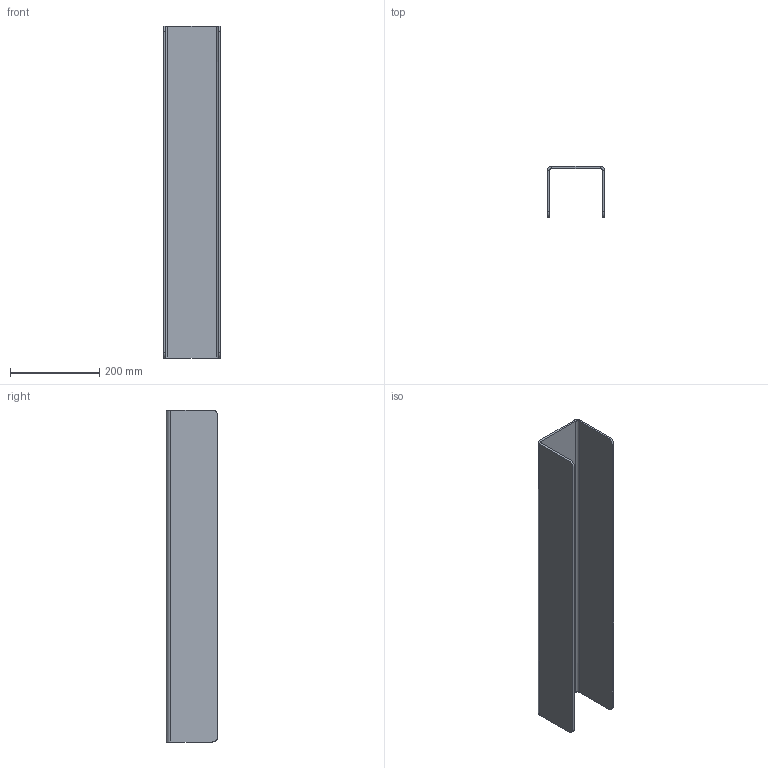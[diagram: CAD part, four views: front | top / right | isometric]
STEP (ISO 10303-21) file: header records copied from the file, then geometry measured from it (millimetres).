
FILE_DESCRIPTION (( 'STEP AP203' ), '1' );
FILE_NAME ('mandud-þase arka iç destek 1.IGS_Default_sldprt.STEP', '2023-01-17T08:20:10', ( '' ), ( '' ), 'SwSTEP 2.0', 'SolidWorks 2019', '' );
FILE_SCHEMA (( 'CONFIG_CONTROL_DESIGN' ));
Length unit declared in the file: millimetre
Products named in the file (1): mandud-þase arka iç destek 1.IGS_Default_sldprt
Bounding box: 130 x 115 x 746 mm (x, y, z)
Volume: 1280868.7 mm3; surface area: 523139.9 mm2
Topology: 1 solids, 1 shells, 26 faces, 56 edges, 32 vertices
Faces by surface type: bspline 26
Entity records: 882 total; most frequent: CARTESIAN_POINT 451, ORIENTED_EDGE 112, EDGE_CURVE 56, B_SPLINE_CURVE_WITH_KNOTS 51, VERTEX_POINT 32, ADVANCED_FACE 26, EDGE_LOOP 26, FACE_OUTER_BOUND 26
